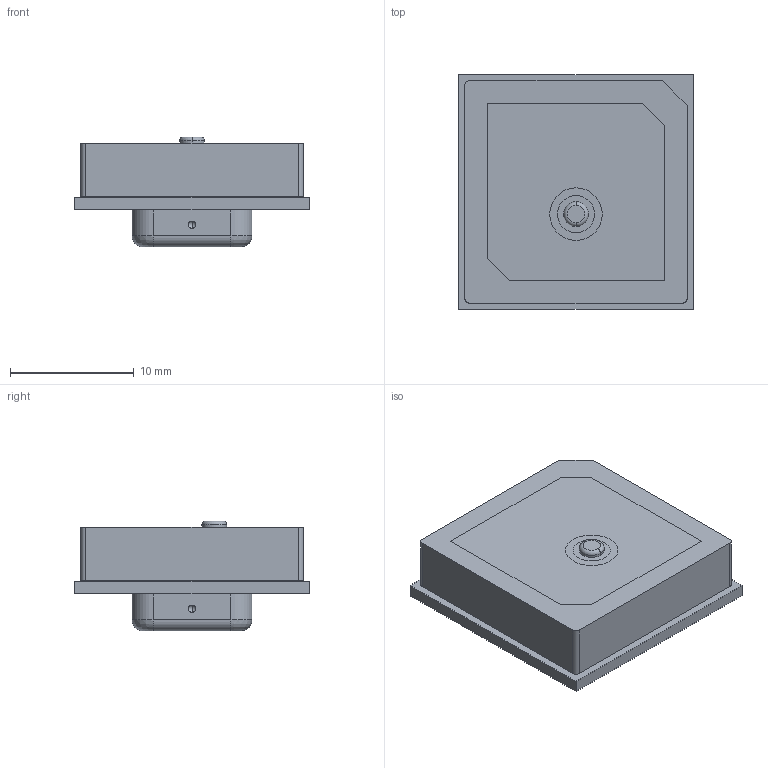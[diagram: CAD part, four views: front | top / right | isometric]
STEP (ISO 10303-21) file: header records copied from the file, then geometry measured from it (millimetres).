
FILE_DESCRIPTION(('PCB Model'),'2;1');
FILE_NAME( '1575R-A.STEP', '2024-03-31T23:10:56',('dungl'),('Unspecified'), 'Open CASCADE STEP processor 6.8','Proteus','Unknown');
FILE_SCHEMA(('AUTOMOTIVE_DESIGN { 1 0 10303 214 1 1 1 1 }'));
Length unit declared in the file: millimetre
Products named in the file (15): Open CASCADE STEP translator 6.8 1; Layer_1; Open CASCADE STEP translator 6.8 1.2; Open CASCADE STEP translator 6.8 1.2.1; Body_1; =>[0:1:1:3]; =>[0:1:1:4]; =>[0:1:1:5]; =>[0:1:1:6]; =>[0:1:1:7]; =>[0:1:1:8]; =>[0:1:1:9]; Open CASCADE STEP translator 6.8 1.3; Open CASCADE STEP translator 6.8 1.3.1
Assembly tree (14 placements, depth 5):
  Open CASCADE STEP translator 6.8 1
    Layer_1
    Open CASCADE STEP translator 6.8 1.2
      Open CASCADE STEP translator 6.8 1.2.1
        Body_1
          =>[0:1:1:3]
          =>[0:1:1:4]
          =>[0:1:1:5]
          =>[0:1:1:6]
          =>[0:1:1:7]
          =>[0:1:1:8]
          =>[0:1:1:9]
    Open CASCADE STEP translator 6.8 1.3
      Open CASCADE STEP translator 6.8 1.3.1
        Body_1
Bounding box: 19 x 19 x 8.9 mm (x, y, z)
Volume: 1795.1 mm3; surface area: 3298 mm2
Topology: 9 solids, 9 shells, 141 faces, 302 edges, 192 vertices
Faces by surface type: plane 73, cylinder 40, sphere 16, torus 6, revolution 4, cone 2
Entity records: 4391 total; most frequent: DIRECTION 735, CARTESIAN_POINT 691, ORIENTED_EDGE 604, EDGE_CURVE 302, AXIS2_PLACEMENT_3D 278, VERTEX_POINT 192, LINE 175, VECTOR 175
